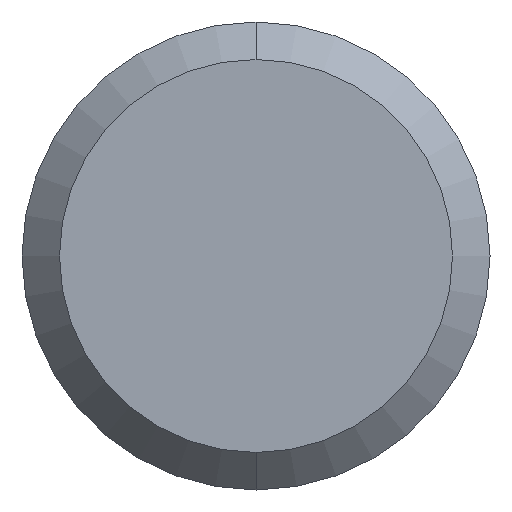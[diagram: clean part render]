
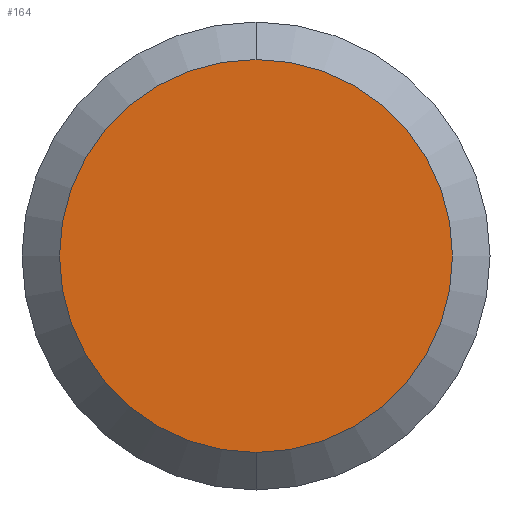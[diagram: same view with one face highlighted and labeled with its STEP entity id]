
A CAD part, front view. The second image highlights one B-rep face of the part: STEP entity #164.
In plain terms, the highlighted planar face has unit normal (0, -1, 0).
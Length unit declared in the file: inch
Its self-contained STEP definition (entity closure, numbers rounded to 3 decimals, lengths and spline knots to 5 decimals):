
#17 = EDGE_LOOP ( 'NONE', ( #62, #151 ) ) ;
#49 = CARTESIAN_POINT ( 'NONE',  ( 0., 0., 0. ) ) ;
#55 = DIRECTION ( 'NONE',  ( 0., 0., 1. ) ) ;
#62 = ORIENTED_EDGE ( 'NONE', *, *, #162, .T. ) ;
#65 = CIRCLE ( 'NONE', #166, 0.10485 ) ;
#74 = CARTESIAN_POINT ( 'NONE',  ( 0., 0., 0. ) ) ;
#79 = DIRECTION ( 'NONE',  ( 0., 1., 0. ) ) ;
#99 = CARTESIAN_POINT ( 'NONE',  ( 0., 0., 0. ) ) ;
#100 = DIRECTION ( 'NONE',  ( 0., 0., 1. ) ) ;
#119 = CARTESIAN_POINT ( 'NONE',  ( 0., 0., 0.10485 ) ) ;
#120 = AXIS2_PLACEMENT_3D ( 'NONE', #49, #264, #239 ) ;
#135 = AXIS2_PLACEMENT_3D ( 'NONE', #74, #79, #55 ) ;
#146 = DIRECTION ( 'NONE',  ( 0., -1., 0. ) ) ;
#151 = ORIENTED_EDGE ( 'NONE', *, *, #229, .T. ) ;
#162 = EDGE_CURVE ( 'NONE', #234, #275, #65, .T. ) ;
#164 = ADVANCED_FACE ( 'NONE', ( #178 ), #225, .F. ) ;
#166 = AXIS2_PLACEMENT_3D ( 'NONE', #99, #146, #100 ) ;
#178 = FACE_OUTER_BOUND ( 'NONE', #17, .T. ) ;
#225 = PLANE ( 'NONE',  #135 ) ;
#229 = EDGE_CURVE ( 'NONE', #275, #234, #260, .T. ) ;
#234 = VERTEX_POINT ( 'NONE', #119 ) ;
#235 = CARTESIAN_POINT ( 'NONE',  ( 0., 0., -0.10485 ) ) ;
#239 = DIRECTION ( 'NONE',  ( 0., 0., 1. ) ) ;
#260 = CIRCLE ( 'NONE', #120, 0.10485 ) ;
#264 = DIRECTION ( 'NONE',  ( 0., -1., 0. ) ) ;
#275 = VERTEX_POINT ( 'NONE', #235 ) ;
